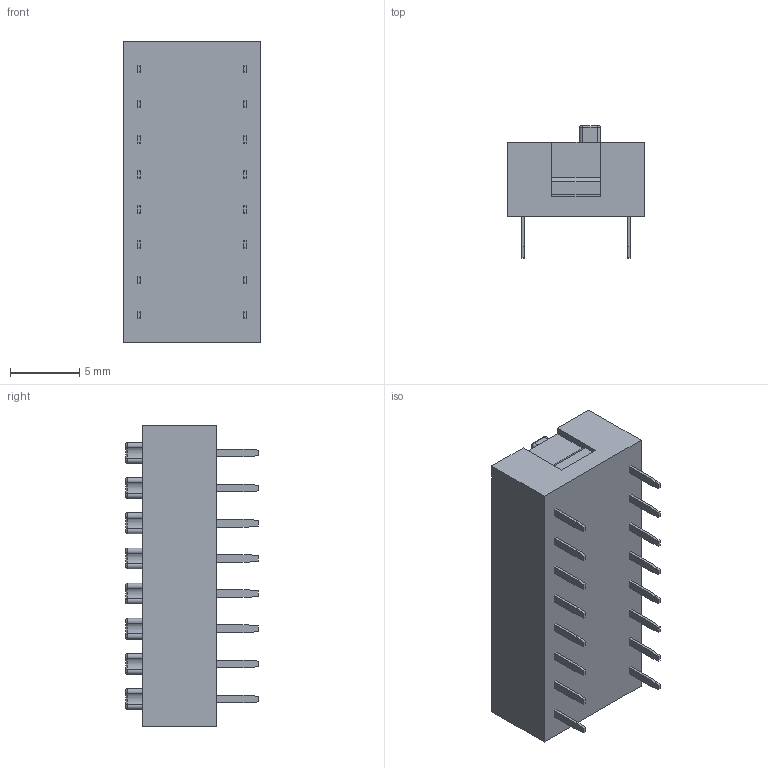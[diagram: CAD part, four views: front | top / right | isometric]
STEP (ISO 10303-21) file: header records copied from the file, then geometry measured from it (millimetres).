
FILE_DESCRIPTION (( 'STEP AP214' ),'1' );
FILE_NAME ('CUI_DEVICES_DS01-254-S-08BE.step','2020-04-22T20:48:02',( '' ),( '' ),'SwSTEP 2.0','SolidWorks 2020','' );
FILE_SCHEMA (( 'AUTOMOTIVE_DESIGN' ));
Length unit declared in the file: inch
Products named in the file (1): CUI_DEVICES_DS01-254-S-08BE
Bounding box: 9.9 x 9.55 x 21.74 mm (x, y, z)
Volume: 1150.5 mm3; surface area: 987.3 mm2
Topology: 17 solids, 17 shells, 358 faces, 836 edges, 520 vertices
Faces by surface type: plane 246, cylinder 64, torus 48
Entity records: 7899 total; most frequent: ORIENTED_EDGE 1672, CARTESIAN_POINT 992, EDGE_CURVE 836, LINE 612, AXIS2_PLACEMENT_3D 534, VERTEX_POINT 520, EDGE_LOOP 366, FACE_OUTER_BOUND 358
